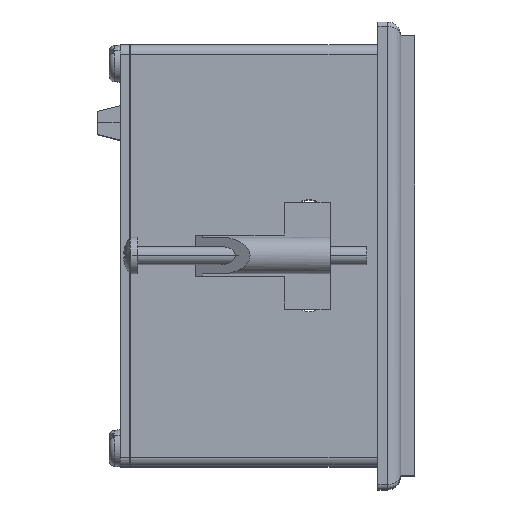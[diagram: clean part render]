
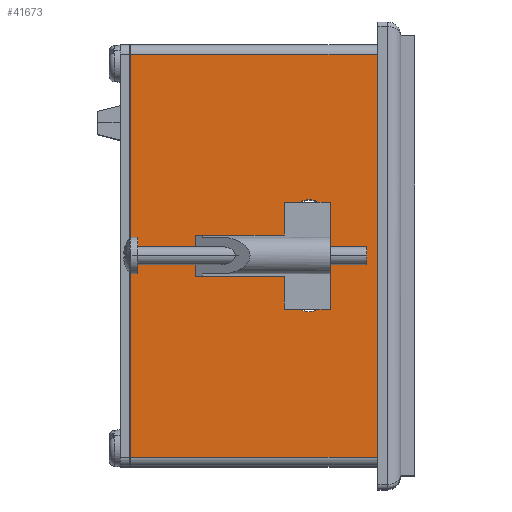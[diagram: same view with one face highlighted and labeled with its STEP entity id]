
A CAD part, top view. The second image highlights one B-rep face of the part: STEP entity #41673.
In plain terms, the highlighted face is planar.
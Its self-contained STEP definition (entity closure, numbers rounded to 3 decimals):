
#39254 = CARTESIAN_POINT ( 'NONE',  ( 0., 55., 39. ) ) ;
#39257 = CIRCLE ( 'NONE', #39260, 3.25 ) ;
#39258 = DIRECTION ( 'NONE',  ( 0., -1., 0. ) ) ;
#39259 = DIRECTION ( 'NONE',  ( -1., 0., 0. ) ) ;
#39260 = AXIS2_PLACEMENT_3D ( 'NONE', #39254, #39259, #39258 ) ;
#41148 = CARTESIAN_POINT ( 'NONE',  ( 0., 58.25, 39. ) ) ;
#41529 = EDGE_CURVE ( 'NONE', #41633, #41710, #41813, .T. ) ;
#41582 = VERTEX_POINT ( 'NONE', #41796 ) ;
#41630 = EDGE_CURVE ( 'NONE', #41631, #41582, #39257, .T. ) ;
#41631 = VERTEX_POINT ( 'NONE', #41148 ) ;
#41633 = VERTEX_POINT ( 'NONE', #41807 ) ;
#41654 = ORIENTED_EDGE ( 'NONE', *, *, #42025, .F. ) ;
#41661 = VERTEX_POINT ( 'NONE', #42298 ) ;
#41666 = VERTEX_POINT ( 'NONE', #42295 ) ;
#41668 = ORIENTED_EDGE ( 'NONE', *, *, #42027, .T. ) ;
#41672 = VERTEX_POINT ( 'NONE', #42438 ) ;
#41673 = ADVANCED_FACE ( 'NONE', ( #42234, #42175, #42396 ), #42326, .F. ) ;
#41675 = ORIENTED_EDGE ( 'NONE', *, *, #41529, .F. ) ;
#41678 = EDGE_LOOP ( 'NONE', ( #41654, #41675 ) ) ;
#41685 = EDGE_LOOP ( 'NONE', ( #42029, #41697, #41929, #41668 ) ) ;
#41691 = EDGE_CURVE ( 'NONE', #41666, #42030, #42450, .T. ) ;
#41697 = ORIENTED_EDGE ( 'NONE', *, *, #42028, .T. ) ;
#41699 = ORIENTED_EDGE ( 'NONE', *, *, #42021, .F. ) ;
#41710 = VERTEX_POINT ( 'NONE', #43037 ) ;
#41796 = CARTESIAN_POINT ( 'NONE',  ( 0., 51.75, 39. ) ) ;
#41807 = CARTESIAN_POINT ( 'NONE',  ( 0., 40.25, 39. ) ) ;
#41813 = CIRCLE ( 'NONE', #41861, 3.25 ) ;
#41846 = DIRECTION ( 'NONE',  ( 0., -1., 0. ) ) ;
#41859 = DIRECTION ( 'NONE',  ( -1., 0., 0. ) ) ;
#41860 = CARTESIAN_POINT ( 'NONE',  ( 0., 37., 39. ) ) ;
#41861 = AXIS2_PLACEMENT_3D ( 'NONE', #41860, #41859, #41846 ) ;
#41928 = ORIENTED_EDGE ( 'NONE', *, *, #41630, .F. ) ;
#41929 = ORIENTED_EDGE ( 'NONE', *, *, #41691, .F. ) ;
#41998 = EDGE_LOOP ( 'NONE', ( #41699, #41928 ) ) ;
#42021 = EDGE_CURVE ( 'NONE', #41582, #41631, #43556, .T. ) ;
#42022 = EDGE_CURVE ( 'NONE', #41661, #41672, #43539, .T. ) ;
#42025 = EDGE_CURVE ( 'NONE', #41710, #41633, #43597, .T. ) ;
#42027 = EDGE_CURVE ( 'NONE', #41666, #41661, #43664, .T. ) ;
#42028 = EDGE_CURVE ( 'NONE', #41672, #42030, #43494, .T. ) ;
#42029 = ORIENTED_EDGE ( 'NONE', *, *, #42022, .T. ) ;
#42030 = VERTEX_POINT ( 'NONE', #43504 ) ;
#42170 = DIRECTION ( 'NONE',  ( 0., -1., 0. ) ) ;
#42175 = FACE_BOUND ( 'NONE', #41998, .T. ) ;
#42234 = FACE_BOUND ( 'NONE', #41678, .T. ) ;
#42273 = DIRECTION ( 'NONE',  ( 1., 0., 0. ) ) ;
#42274 = CARTESIAN_POINT ( 'NONE',  ( 0., 0., 56. ) ) ;
#42295 = CARTESIAN_POINT ( 'NONE',  ( 0., 90., 56. ) ) ;
#42298 = CARTESIAN_POINT ( 'NONE',  ( 0., 90., 0. ) ) ;
#42326 = PLANE ( 'NONE',  #42497 ) ;
#42396 = FACE_OUTER_BOUND ( 'NONE', #41685, .T. ) ;
#42438 = CARTESIAN_POINT ( 'NONE',  ( 0., 2., 0. ) ) ;
#42441 = DIRECTION ( 'NONE',  ( 0., 1., 0. ) ) ;
#42447 = VECTOR ( 'NONE', #42170, 1000. ) ;
#42448 = CARTESIAN_POINT ( 'NONE',  ( 0., 0., 56. ) ) ;
#42450 = LINE ( 'NONE', #42448, #42447 ) ;
#42497 = AXIS2_PLACEMENT_3D ( 'NONE', #42274, #42273, #42441 ) ;
#43037 = CARTESIAN_POINT ( 'NONE',  ( 0., 33.75, 39. ) ) ;
#43494 = LINE ( 'NONE', #43558, #43570 ) ;
#43496 = VECTOR ( 'NONE', #43503, 1000. ) ;
#43502 = CARTESIAN_POINT ( 'NONE',  ( 0., 37., 39. ) ) ;
#43503 = DIRECTION ( 'NONE',  ( 0., 0., -1. ) ) ;
#43504 = CARTESIAN_POINT ( 'NONE',  ( 0., 2., 56. ) ) ;
#43536 = VECTOR ( 'NONE', #43843, 1000. ) ;
#43537 = CARTESIAN_POINT ( 'NONE',  ( 0., 0., 0. ) ) ;
#43539 = LINE ( 'NONE', #43537, #43536 ) ;
#43553 = DIRECTION ( 'NONE',  ( 0., -1., 0. ) ) ;
#43554 = AXIS2_PLACEMENT_3D ( 'NONE', #43611, #43865, #43553 ) ;
#43556 = CIRCLE ( 'NONE', #43554, 3.25 ) ;
#43558 = CARTESIAN_POINT ( 'NONE',  ( 0., 2., 56. ) ) ;
#43569 = DIRECTION ( 'NONE',  ( 0., 0., 1. ) ) ;
#43570 = VECTOR ( 'NONE', #43569, 1000. ) ;
#43597 = CIRCLE ( 'NONE', #43725, 3.25 ) ;
#43611 = CARTESIAN_POINT ( 'NONE',  ( 0., 55., 39. ) ) ;
#43663 = CARTESIAN_POINT ( 'NONE',  ( 0., 90., 56. ) ) ;
#43664 = LINE ( 'NONE', #43663, #43496 ) ;
#43722 = DIRECTION ( 'NONE',  ( 0., -1., 0. ) ) ;
#43724 = DIRECTION ( 'NONE',  ( -1., 0., 0. ) ) ;
#43725 = AXIS2_PLACEMENT_3D ( 'NONE', #43502, #43724, #43722 ) ;
#43843 = DIRECTION ( 'NONE',  ( 0., -1., 0. ) ) ;
#43865 = DIRECTION ( 'NONE',  ( -1., 0., 0. ) ) ;
